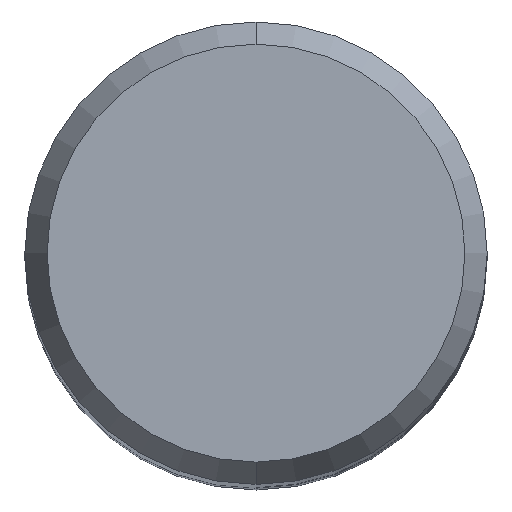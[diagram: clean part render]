
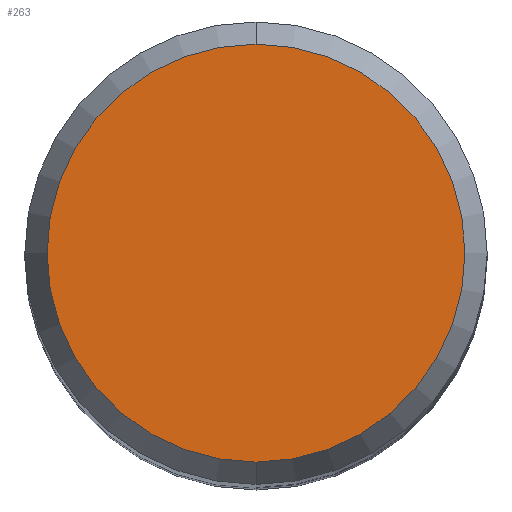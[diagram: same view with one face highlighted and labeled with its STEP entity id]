
A CAD part, top view. The second image highlights one B-rep face of the part: STEP entity #263.
In plain terms, the highlighted planar face has unit normal (0, 0, 1).
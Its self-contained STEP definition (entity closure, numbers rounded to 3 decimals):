
#125=EDGE_CURVE('',#181,#223,#313,.T.);
#181=VERTEX_POINT('',#378);
#223=VERTEX_POINT('',#424);
#243=EDGE_CURVE('',#223,#181,#445,.T.);
#263=ADVANCED_FACE('',(#469),#470,.T.);
#313=CIRCLE('',#520,4.304);
#378=CARTESIAN_POINT('',(0.,-4.304,0.01));
#424=CARTESIAN_POINT('',(0.0,4.304,0.01));
#445=CIRCLE('',#684,4.304);
#469=FACE_OUTER_BOUND('',#711,.T.);
#470=PLANE('',#712);
#520=AXIS2_PLACEMENT_3D('',#766,#767,#768);
#684=AXIS2_PLACEMENT_3D('',#927,#928,#929);
#711=EDGE_LOOP('',(#964,#965));
#712=AXIS2_PLACEMENT_3D('',#966,#967,#968);
#766=CARTESIAN_POINT('',(0.0,0.0,0.01));
#767=DIRECTION('',(0.0,0.0,-1.0));
#768=DIRECTION('',(0.0,1.0,0.0));
#927=CARTESIAN_POINT('',(0.0,0.0,0.01));
#928=DIRECTION('',(0.0,0.0,-1.0));
#929=DIRECTION('',(0.0,1.0,0.0));
#964=ORIENTED_EDGE('',*,*,#243,.F.);
#965=ORIENTED_EDGE('',*,*,#125,.F.);
#966=CARTESIAN_POINT('',(0.0,2.152,0.01));
#967=DIRECTION('',(-0.0,0.0,1.0));
#968=DIRECTION('',(0.0,-1.0,0.0));
